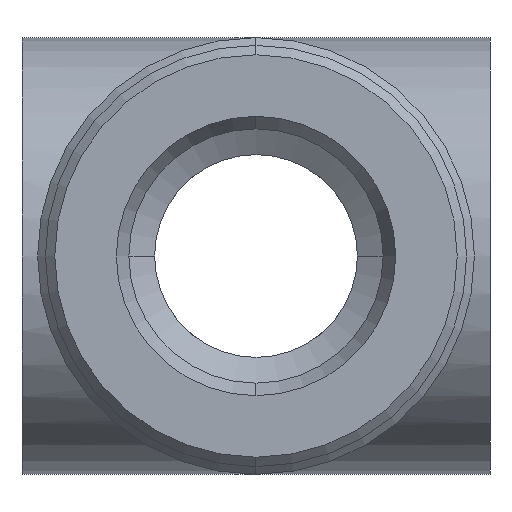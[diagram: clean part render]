
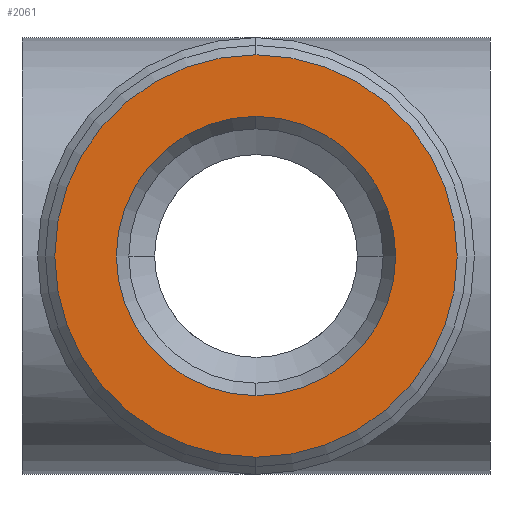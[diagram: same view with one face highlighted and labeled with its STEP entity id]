
A CAD part, left-side view. The second image highlights one B-rep face of the part: STEP entity #2061.
In plain terms, the highlighted planar face has unit normal (-1, 0, 0).
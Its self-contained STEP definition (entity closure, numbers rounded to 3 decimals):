
#37 = DIRECTION ( 'NONE',  ( 0., 0., -1. ) ) ;
#38 = DIRECTION ( 'NONE',  ( 1., 0., 0. ) ) ;
#39 = AXIS2_PLACEMENT_3D ( 'NONE', #57, #38, #37 ) ;
#57 = CARTESIAN_POINT ( 'NONE',  ( -23.7, 0., 0. ) ) ;
#62 = CIRCLE ( 'NONE', #39, 6.45 ) ;
#66 = CIRCLE ( 'NONE', #92, 4.475 ) ;
#67 = FACE_BOUND ( 'NONE', #2062, .T. ) ;
#68 = DIRECTION ( 'NONE',  ( 0., 0., 1. ) ) ;
#69 = DIRECTION ( 'NONE',  ( -1., 0., 0. ) ) ;
#88 = PLANE ( 'NONE',  #94 ) ;
#89 = FACE_OUTER_BOUND ( 'NONE', #2119, .T. ) ;
#90 = DIRECTION ( 'NONE',  ( 0., 0., -1. ) ) ;
#91 = DIRECTION ( 'NONE',  ( 1., 0., 0. ) ) ;
#92 = AXIS2_PLACEMENT_3D ( 'NONE', #111, #91, #90 ) ;
#93 = CARTESIAN_POINT ( 'NONE',  ( -23.7, 6.45, 0. ) ) ;
#94 = AXIS2_PLACEMENT_3D ( 'NONE', #93, #69, #68 ) ;
#111 = CARTESIAN_POINT ( 'NONE',  ( -23.7, 0., 0. ) ) ;
#440 = CARTESIAN_POINT ( 'NONE',  ( -23.7, 0., -4.475 ) ) ;
#506 = CARTESIAN_POINT ( 'NONE',  ( -23.7, 0., 6.45 ) ) ;
#552 = DIRECTION ( 'NONE',  ( 0., 0., -1. ) ) ;
#553 = DIRECTION ( 'NONE',  ( 1., 0., 0. ) ) ;
#554 = AXIS2_PLACEMENT_3D ( 'NONE', #585, #553, #552 ) ;
#555 = CIRCLE ( 'NONE', #554, 4.475 ) ;
#559 = CARTESIAN_POINT ( 'NONE',  ( -23.7, 0., 4.475 ) ) ;
#585 = CARTESIAN_POINT ( 'NONE',  ( -23.7, 0., 0. ) ) ;
#819 = DIRECTION ( 'NONE',  ( 0., 0., -1. ) ) ;
#820 = DIRECTION ( 'NONE',  ( 1., 0., 0. ) ) ;
#821 = CARTESIAN_POINT ( 'NONE',  ( -23.7, 0., 0. ) ) ;
#822 = AXIS2_PLACEMENT_3D ( 'NONE', #821, #820, #819 ) ;
#823 = CIRCLE ( 'NONE', #822, 6.45 ) ;
#846 = CARTESIAN_POINT ( 'NONE',  ( -23.7, 0., -6.45 ) ) ;
#2040 = ORIENTED_EDGE ( 'NONE', *, *, #2041, .F. ) ;
#2041 = EDGE_CURVE ( 'NONE', #2727, #2813, #62, .T. ) ;
#2060 = EDGE_CURVE ( 'NONE', #2689, #2720, #66, .T. ) ;
#2061 = ADVANCED_FACE ( 'NONE', ( #67, #89 ), #88, .T. ) ;
#2062 = EDGE_LOOP ( 'NONE', ( #2117, #2118 ) ) ;
#2117 = ORIENTED_EDGE ( 'NONE', *, *, #2709, .T. ) ;
#2118 = ORIENTED_EDGE ( 'NONE', *, *, #2060, .T. ) ;
#2119 = EDGE_LOOP ( 'NONE', ( #2120, #2040 ) ) ;
#2120 = ORIENTED_EDGE ( 'NONE', *, *, #2814, .F. ) ;
#2689 = VERTEX_POINT ( 'NONE', #440 ) ;
#2709 = EDGE_CURVE ( 'NONE', #2720, #2689, #555, .T. ) ;
#2720 = VERTEX_POINT ( 'NONE', #559 ) ;
#2727 = VERTEX_POINT ( 'NONE', #506 ) ;
#2813 = VERTEX_POINT ( 'NONE', #846 ) ;
#2814 = EDGE_CURVE ( 'NONE', #2813, #2727, #823, .T. ) ;
